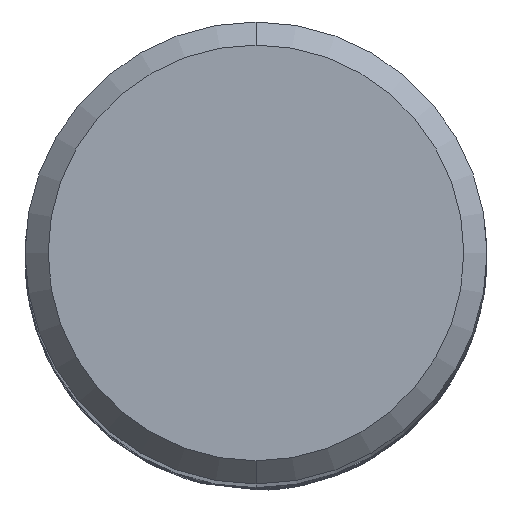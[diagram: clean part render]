
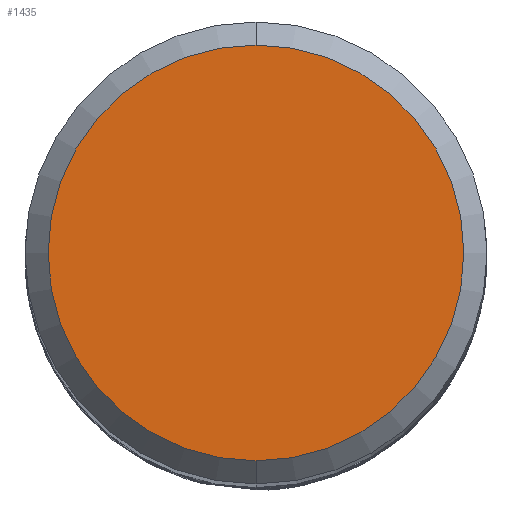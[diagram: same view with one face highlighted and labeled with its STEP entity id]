
A CAD part, top view. The second image highlights one B-rep face of the part: STEP entity #1435.
In plain terms, the highlighted planar face has unit normal (0, 0, 1).
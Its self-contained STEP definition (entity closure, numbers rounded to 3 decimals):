
#1219=EDGE_CURVE('',#1371,#1341,#2445,.T.);
#1341=VERTEX_POINT('',#2582);
#1371=VERTEX_POINT('',#2615);
#1435=ADVANCED_FACE('',(#2685),#2686,.T.);
#1699=EDGE_CURVE('',#1341,#1371,#2970,.T.);
#2445=CIRCLE('',#8718,4.5);
#2582=CARTESIAN_POINT('',(0.,-4.5,0.0));
#2615=CARTESIAN_POINT('',(0.0,4.5,0.0));
#2685=FACE_OUTER_BOUND('',#12800,.T.);
#2686=PLANE('',#12801);
#2970=CIRCLE('',#15997,4.5);
#8718=AXIS2_PLACEMENT_3D('',#17689,#17690,#17691);
#12800=EDGE_LOOP('',(#17929,#17930));
#12801=AXIS2_PLACEMENT_3D('',#17931,#17932,#17933);
#15997=AXIS2_PLACEMENT_3D('',#18184,#18185,#18186);
#17689=CARTESIAN_POINT('',(0.0,0.0,0.0));
#17690=DIRECTION('',(0.0,0.0,-1.0));
#17691=DIRECTION('',(0.0,1.0,0.0));
#17929=ORIENTED_EDGE('',*,*,#1219,.F.);
#17930=ORIENTED_EDGE('',*,*,#1699,.F.);
#17931=CARTESIAN_POINT('',(0.0,2.25,0.0));
#17932=DIRECTION('',(-0.0,0.0,1.0));
#17933=DIRECTION('',(0.0,-1.0,0.0));
#18184=CARTESIAN_POINT('',(0.0,0.0,0.0));
#18185=DIRECTION('',(0.0,0.0,-1.0));
#18186=DIRECTION('',(0.0,1.0,0.0));
